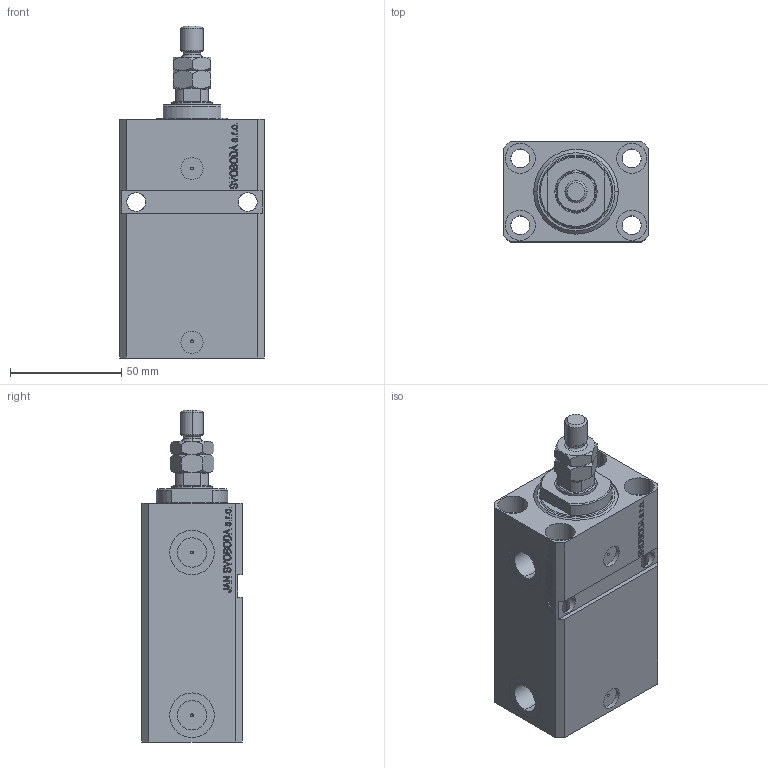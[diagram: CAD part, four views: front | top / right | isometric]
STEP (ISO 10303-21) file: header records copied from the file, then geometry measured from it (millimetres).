
FILE_DESCRIPTION (( 'STEP AP203' ), '1' );
FILE_NAME ('2575.STEP', '2022-04-09T13:38:59', ( '' ), ( '' ), 'SwSTEP 2.0', 'SolidWorks 2019', '' );
FILE_SCHEMA (( 'CONFIG_CONTROL_DESIGN' ));
Length unit declared in the file: millimetre
Products named in the file (5): MTA 069edf6e7bcc5e221afdafa932bddbc7; V250CE_VC_E 069edf6e7bcc5e221afdafa932bddbc7; V250CE_E_Body 069edf6e7bcc5e221afdafa932bddbc7; 2575; V250CE_C_VCP 069edf6e7bcc5e221afdafa932bddbc7
Assembly tree (4 placements, depth 2):
  2575
    V250CE_E_Body 069edf6e7bcc5e221afdafa932bddbc7
    V250CE_C_VCP 069edf6e7bcc5e221afdafa932bddbc7
    V250CE_VC_E 069edf6e7bcc5e221afdafa932bddbc7
    MTA 069edf6e7bcc5e221afdafa932bddbc7
Bounding box: 65 x 45 x 148.9 mm (x, y, z)
Volume: 265891 mm3; surface area: 70859.7 mm2
Topology: 4 solids, 4 shells, 962 faces, 2451 edges, 1598 vertices
Faces by surface type: plane 454, bspline 360, cylinder 100, cone 40, torus 8
Entity records: 46536 total; most frequent: CARTESIAN_POINT 25215, ORIENTED_EDGE 4898, DIRECTION 3061, EDGE_CURVE 2449, VERTEX_POINT 1598, VECTOR 1429, LINE 1429, EDGE_LOOP 1099
